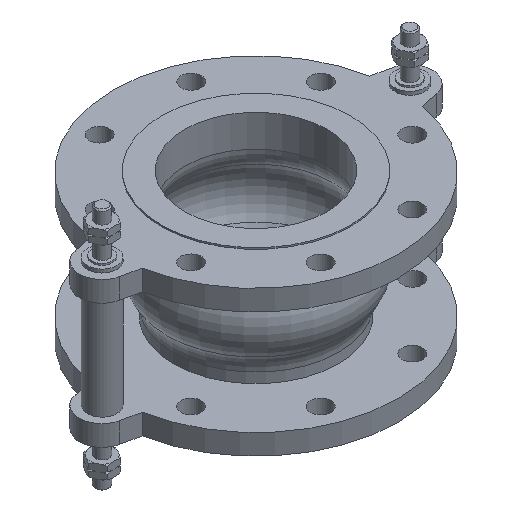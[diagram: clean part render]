
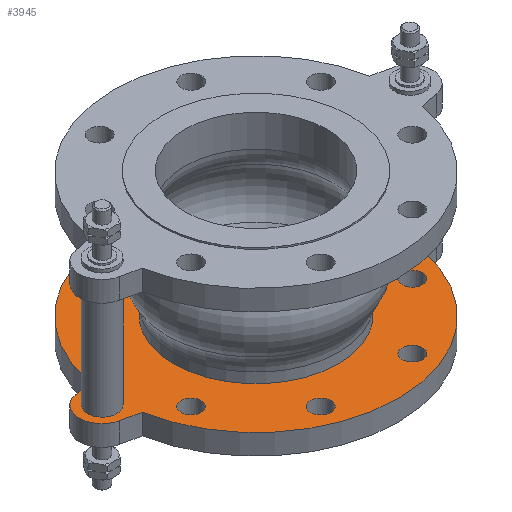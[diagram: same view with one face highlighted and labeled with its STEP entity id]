
A CAD part, isometric view. The second image highlights one B-rep face of the part: STEP entity #3945.
In plain terms, the highlighted planar face has unit normal (0, 0, 1).
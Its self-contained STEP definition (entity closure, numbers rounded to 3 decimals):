
#39=FACE_BOUND('',#1121,.T.);
#40=FACE_BOUND('',#1122,.T.);
#41=FACE_BOUND('',#1123,.T.);
#42=FACE_BOUND('',#1124,.T.);
#43=FACE_BOUND('',#1125,.T.);
#44=FACE_BOUND('',#1126,.T.);
#45=FACE_BOUND('',#1127,.T.);
#46=FACE_BOUND('',#1128,.T.);
#47=FACE_BOUND('',#1129,.T.);
#48=FACE_BOUND('',#1130,.T.);
#49=FACE_BOUND('',#1131,.T.);
#408=LINE('',#6006,#584);
#413=LINE('',#6020,#589);
#460=LINE('',#6446,#636);
#461=LINE('',#6449,#637);
#584=VECTOR('',#4753,10.);
#589=VECTOR('',#4766,10.);
#636=VECTOR('',#5047,10.);
#637=VECTOR('',#5050,10.);
#877=FACE_OUTER_BOUND('',#1120,.T.);
#1120=EDGE_LOOP('',(#3078,#3079,#3080,#3081,#3082,#3083,#3084,#3085));
#1121=EDGE_LOOP('',(#3086,#3087));
#1122=EDGE_LOOP('',(#3088,#3089));
#1123=EDGE_LOOP('',(#3090));
#1124=EDGE_LOOP('',(#3091));
#1125=EDGE_LOOP('',(#3092));
#1126=EDGE_LOOP('',(#3093));
#1127=EDGE_LOOP('',(#3094));
#1128=EDGE_LOOP('',(#3095));
#1129=EDGE_LOOP('',(#3096));
#1130=EDGE_LOOP('',(#3097));
#1131=EDGE_LOOP('',(#3098,#3099));
#1326=CIRCLE('',#4178,20.);
#1329=CIRCLE('',#4183,125.);
#1330=CIRCLE('',#4185,125.);
#1366=CIRCLE('',#4265,13.);
#1369=CIRCLE('',#4268,13.);
#1395=CIRCLE('',#4298,20.);
#1396=CIRCLE('',#4299,72.5);
#1397=CIRCLE('',#4300,72.5);
#1398=CIRCLE('',#4301,9.);
#1399=CIRCLE('',#4302,9.);
#1400=CIRCLE('',#4303,9.);
#1401=CIRCLE('',#4304,9.);
#1402=CIRCLE('',#4305,9.);
#1403=CIRCLE('',#4306,9.);
#1404=CIRCLE('',#4307,9.);
#1405=CIRCLE('',#4308,9.);
#1406=CIRCLE('',#4309,13.);
#1407=CIRCLE('',#4310,13.);
#1610=VERTEX_POINT('',#6004);
#1611=VERTEX_POINT('',#6005);
#1614=VERTEX_POINT('',#6013);
#1616=VERTEX_POINT('',#6019);
#1619=VERTEX_POINT('',#6027);
#1620=VERTEX_POINT('',#6031);
#1704=VERTEX_POINT('',#6377);
#1705=VERTEX_POINT('',#6378);
#1734=VERTEX_POINT('',#6445);
#1735=VERTEX_POINT('',#6447);
#1736=VERTEX_POINT('',#6450);
#1737=VERTEX_POINT('',#6451);
#1738=VERTEX_POINT('',#6454);
#1739=VERTEX_POINT('',#6456);
#1740=VERTEX_POINT('',#6458);
#1741=VERTEX_POINT('',#6460);
#1742=VERTEX_POINT('',#6462);
#1743=VERTEX_POINT('',#6464);
#1744=VERTEX_POINT('',#6466);
#1745=VERTEX_POINT('',#6468);
#1746=VERTEX_POINT('',#6470);
#1747=VERTEX_POINT('',#6471);
#2066=EDGE_CURVE('',#1610,#1611,#408,.T.);
#2070=EDGE_CURVE('',#1611,#1614,#1326,.T.);
#2073=EDGE_CURVE('',#1614,#1616,#413,.T.);
#2078=EDGE_CURVE('',#1619,#1610,#1329,.T.);
#2079=EDGE_CURVE('',#1616,#1620,#1330,.T.);
#2201=EDGE_CURVE('',#1704,#1705,#1366,.T.);
#2205=EDGE_CURVE('',#1705,#1704,#1369,.T.);
#2235=EDGE_CURVE('',#1619,#1734,#460,.T.);
#2236=EDGE_CURVE('',#1734,#1735,#1395,.T.);
#2237=EDGE_CURVE('',#1735,#1620,#461,.T.);
#2238=EDGE_CURVE('',#1736,#1737,#1396,.T.);
#2239=EDGE_CURVE('',#1737,#1736,#1397,.T.);
#2240=EDGE_CURVE('',#1738,#1738,#1398,.T.);
#2241=EDGE_CURVE('',#1739,#1739,#1399,.T.);
#2242=EDGE_CURVE('',#1740,#1740,#1400,.T.);
#2243=EDGE_CURVE('',#1741,#1741,#1401,.T.);
#2244=EDGE_CURVE('',#1742,#1742,#1402,.T.);
#2245=EDGE_CURVE('',#1743,#1743,#1403,.T.);
#2246=EDGE_CURVE('',#1744,#1744,#1404,.T.);
#2247=EDGE_CURVE('',#1745,#1745,#1405,.T.);
#2248=EDGE_CURVE('',#1746,#1747,#1406,.T.);
#2249=EDGE_CURVE('',#1747,#1746,#1407,.T.);
#3078=ORIENTED_EDGE('',*,*,#2073,.F.);
#3079=ORIENTED_EDGE('',*,*,#2070,.F.);
#3080=ORIENTED_EDGE('',*,*,#2066,.F.);
#3081=ORIENTED_EDGE('',*,*,#2078,.F.);
#3082=ORIENTED_EDGE('',*,*,#2235,.T.);
#3083=ORIENTED_EDGE('',*,*,#2236,.T.);
#3084=ORIENTED_EDGE('',*,*,#2237,.T.);
#3085=ORIENTED_EDGE('',*,*,#2079,.F.);
#3086=ORIENTED_EDGE('',*,*,#2201,.F.);
#3087=ORIENTED_EDGE('',*,*,#2205,.F.);
#3088=ORIENTED_EDGE('',*,*,#2238,.T.);
#3089=ORIENTED_EDGE('',*,*,#2239,.T.);
#3090=ORIENTED_EDGE('',*,*,#2240,.T.);
#3091=ORIENTED_EDGE('',*,*,#2241,.T.);
#3092=ORIENTED_EDGE('',*,*,#2242,.T.);
#3093=ORIENTED_EDGE('',*,*,#2243,.T.);
#3094=ORIENTED_EDGE('',*,*,#2244,.T.);
#3095=ORIENTED_EDGE('',*,*,#2245,.T.);
#3096=ORIENTED_EDGE('',*,*,#2246,.T.);
#3097=ORIENTED_EDGE('',*,*,#2247,.T.);
#3098=ORIENTED_EDGE('',*,*,#2248,.T.);
#3099=ORIENTED_EDGE('',*,*,#2249,.T.);
#3813=PLANE('',#4297);
#3945=ADVANCED_FACE('',(#877,#39,#40,#41,#42,#43,#44,#45,#46,#47,#48,#49),
#3813,.T.);
#4178=AXIS2_PLACEMENT_3D('',#6014,#4759,#4760);
#4183=AXIS2_PLACEMENT_3D('',#6029,#4774,#4775);
#4185=AXIS2_PLACEMENT_3D('',#6032,#4778,#4779);
#4265=AXIS2_PLACEMENT_3D('',#6379,#4976,#4977);
#4268=AXIS2_PLACEMENT_3D('',#6385,#4983,#4984);
#4297=AXIS2_PLACEMENT_3D('',#6444,#5045,#5046);
#4298=AXIS2_PLACEMENT_3D('',#6448,#5048,#5049);
#4299=AXIS2_PLACEMENT_3D('',#6452,#5051,#5052);
#4300=AXIS2_PLACEMENT_3D('',#6453,#5053,#5054);
#4301=AXIS2_PLACEMENT_3D('',#6455,#5055,#5056);
#4302=AXIS2_PLACEMENT_3D('',#6457,#5057,#5058);
#4303=AXIS2_PLACEMENT_3D('',#6459,#5059,#5060);
#4304=AXIS2_PLACEMENT_3D('',#6461,#5061,#5062);
#4305=AXIS2_PLACEMENT_3D('',#6463,#5063,#5064);
#4306=AXIS2_PLACEMENT_3D('',#6465,#5065,#5066);
#4307=AXIS2_PLACEMENT_3D('',#6467,#5067,#5068);
#4308=AXIS2_PLACEMENT_3D('',#6469,#5069,#5070);
#4309=AXIS2_PLACEMENT_3D('',#6472,#5071,#5072);
#4310=AXIS2_PLACEMENT_3D('',#6473,#5073,#5074);
#4753=DIRECTION('',(-0.978,0.208,0.));
#4759=DIRECTION('center_axis',(0.,0.,-1.));
#4760=DIRECTION('ref_axis',(-0.208,-0.978,0.));
#4766=DIRECTION('',(0.978,0.208,0.));
#4774=DIRECTION('center_axis',(0.,0.,-1.));
#4775=DIRECTION('ref_axis',(1.,0.,0.));
#4778=DIRECTION('center_axis',(0.,0.,-1.));
#4779=DIRECTION('ref_axis',(1.,0.,0.));
#4976=DIRECTION('center_axis',(0.,0.,1.));
#4977=DIRECTION('ref_axis',(1.,0.,0.));
#4983=DIRECTION('center_axis',(0.,0.,1.));
#4984=DIRECTION('ref_axis',(1.,0.,0.));
#5045=DIRECTION('center_axis',(0.,0.,1.));
#5046=DIRECTION('ref_axis',(1.,0.,0.));
#5047=DIRECTION('',(0.978,0.208,0.));
#5048=DIRECTION('center_axis',(0.,0.,1.));
#5049=DIRECTION('ref_axis',(0.208,-0.978,0.));
#5050=DIRECTION('',(-0.978,0.208,0.));
#5051=DIRECTION('center_axis',(0.,0.,-1.));
#5052=DIRECTION('ref_axis',(1.,0.,0.));
#5053=DIRECTION('center_axis',(0.,0.,-1.));
#5054=DIRECTION('ref_axis',(1.,0.,0.));
#5055=DIRECTION('center_axis',(0.,0.,-1.));
#5056=DIRECTION('ref_axis',(1.,0.,0.));
#5057=DIRECTION('center_axis',(0.,0.,-1.));
#5058=DIRECTION('ref_axis',(0.707,-0.707,0.));
#5059=DIRECTION('center_axis',(0.,0.,-1.));
#5060=DIRECTION('ref_axis',(0.,-1.,0.));
#5061=DIRECTION('center_axis',(0.,0.,-1.));
#5062=DIRECTION('ref_axis',(-0.707,-0.707,0.));
#5063=DIRECTION('center_axis',(0.,0.,-1.));
#5064=DIRECTION('ref_axis',(-1.,0.,0.));
#5065=DIRECTION('center_axis',(0.,0.,-1.));
#5066=DIRECTION('ref_axis',(-0.707,0.707,0.));
#5067=DIRECTION('center_axis',(0.,0.,-1.));
#5068=DIRECTION('ref_axis',(0.,1.,0.));
#5069=DIRECTION('center_axis',(0.,0.,-1.));
#5070=DIRECTION('ref_axis',(0.707,0.707,0.));
#5071=DIRECTION('center_axis',(0.,0.,-1.));
#5072=DIRECTION('ref_axis',(-1.,0.,0.));
#5073=DIRECTION('center_axis',(0.,0.,-1.));
#5074=DIRECTION('ref_axis',(-1.,0.,0.));
#6004=CARTESIAN_POINT('',(-122.861,-23.027,-45.75));
#6005=CARTESIAN_POINT('',(-139.158,-19.563,-45.75));
#6006=CARTESIAN_POINT('',(-141.038,-19.163,-45.75));
#6013=CARTESIAN_POINT('',(-139.158,19.563,-45.75));
#6014=CARTESIAN_POINT('Origin',(-135.,0.,-45.75));
#6019=CARTESIAN_POINT('',(-122.861,23.027,-45.75));
#6020=CARTESIAN_POINT('',(-132.89,20.895,-45.75));
#6027=CARTESIAN_POINT('',(122.861,-23.027,-45.75));
#6029=CARTESIAN_POINT('Origin',(0.,0.,-45.75));
#6031=CARTESIAN_POINT('',(122.861,23.027,-45.75));
#6032=CARTESIAN_POINT('Origin',(0.,0.,-45.75));
#6377=CARTESIAN_POINT('',(-124.744,7.989,-45.75));
#6378=CARTESIAN_POINT('',(-148.,0.,-45.75));
#6379=CARTESIAN_POINT('Origin',(-135.,0.,-45.75));
#6385=CARTESIAN_POINT('Origin',(-135.,0.,-45.75));
#6444=CARTESIAN_POINT('Origin',(0.,125.,-45.75));
#6445=CARTESIAN_POINT('',(139.158,-19.563,-45.75));
#6446=CARTESIAN_POINT('',(141.038,-19.163,-45.75));
#6447=CARTESIAN_POINT('',(139.158,19.563,-45.75));
#6448=CARTESIAN_POINT('Origin',(135.,0.,-45.75));
#6449=CARTESIAN_POINT('',(132.89,20.895,-45.75));
#6450=CARTESIAN_POINT('',(0.,72.5,-45.75));
#6451=CARTESIAN_POINT('',(0.,-72.5,-45.75));
#6452=CARTESIAN_POINT('Origin',(0.,0.,-45.75));
#6453=CARTESIAN_POINT('Origin',(0.,0.,-45.75));
#6454=CARTESIAN_POINT('',(31.182,97.007,-45.75));
#6455=CARTESIAN_POINT('Origin',(40.182,97.007,-45.75));
#6456=CARTESIAN_POINT('',(90.643,46.546,-45.75));
#6457=CARTESIAN_POINT('Origin',(97.007,40.182,-45.75));
#6458=CARTESIAN_POINT('',(97.007,-31.182,-45.75));
#6459=CARTESIAN_POINT('Origin',(97.007,-40.182,-45.75));
#6460=CARTESIAN_POINT('',(46.546,-90.643,-45.75));
#6461=CARTESIAN_POINT('Origin',(40.182,-97.007,-45.75));
#6462=CARTESIAN_POINT('',(-31.182,-97.007,-45.75));
#6463=CARTESIAN_POINT('Origin',(-40.182,-97.007,-45.75));
#6464=CARTESIAN_POINT('',(-90.643,-46.546,-45.75));
#6465=CARTESIAN_POINT('Origin',(-97.007,-40.182,-45.75));
#6466=CARTESIAN_POINT('',(-97.007,31.182,-45.75));
#6467=CARTESIAN_POINT('Origin',(-97.007,40.182,-45.75));
#6468=CARTESIAN_POINT('',(-46.546,90.643,-45.75));
#6469=CARTESIAN_POINT('Origin',(-40.182,97.007,-45.75));
#6470=CARTESIAN_POINT('',(124.744,-7.989,-45.75));
#6471=CARTESIAN_POINT('',(148.,0.,-45.75));
#6472=CARTESIAN_POINT('Origin',(135.,0.,-45.75));
#6473=CARTESIAN_POINT('Origin',(135.,0.,-45.75));
